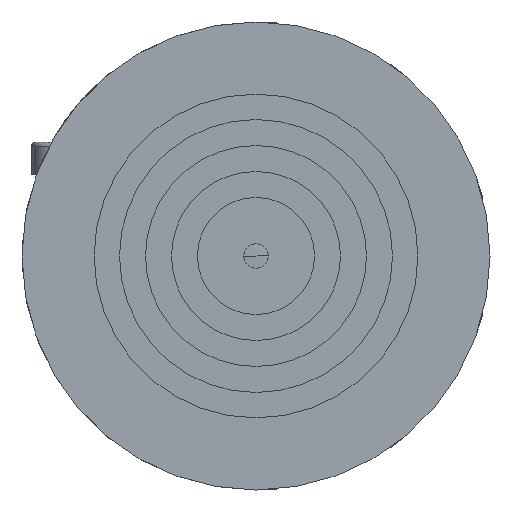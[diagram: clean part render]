
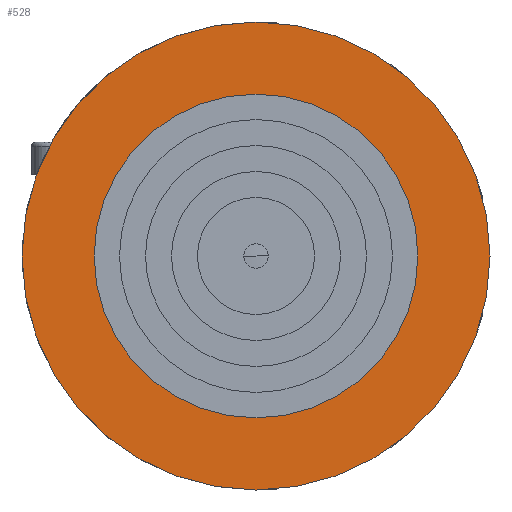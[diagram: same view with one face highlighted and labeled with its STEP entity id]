
A CAD part, left-side view. The second image highlights one B-rep face of the part: STEP entity #528.
In plain terms, the highlighted planar face has unit normal (-1, 0, 0).
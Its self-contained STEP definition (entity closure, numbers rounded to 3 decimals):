
#103 = CIRCLE ( 'NONE', #1778, 18. ) ;
#161 = EDGE_CURVE ( 'NONE', #2022, #2682, #103, .T. ) ;
#180 = CARTESIAN_POINT ( 'NONE',  ( 0., 0., 0. ) ) ;
#236 = CARTESIAN_POINT ( 'NONE',  ( 0., 0., 0. ) ) ;
#395 = VERTEX_POINT ( 'NONE', #2688 ) ;
#528 = ADVANCED_FACE ( 'NONE', ( #3410, #1753 ), #757, .F. ) ;
#554 = DIRECTION ( 'NONE',  ( 0., 0., 1. ) ) ;
#641 = ORIENTED_EDGE ( 'NONE', *, *, #1299, .T. ) ;
#757 = PLANE ( 'NONE',  #2415 ) ;
#783 = DIRECTION ( 'NONE',  ( 1., 0., 0. ) ) ;
#958 = VERTEX_POINT ( 'NONE', #1256 ) ;
#1173 = CIRCLE ( 'NONE', #3207, 12.45 ) ;
#1229 = CIRCLE ( 'NONE', #2661, 18. ) ;
#1256 = CARTESIAN_POINT ( 'NONE',  ( 0., 0., 12.45 ) ) ;
#1299 = EDGE_CURVE ( 'NONE', #2682, #2022, #1229, .T. ) ;
#1305 = DIRECTION ( 'NONE',  ( -1., 0., 0. ) ) ;
#1437 = EDGE_LOOP ( 'NONE', ( #2465, #1931 ) ) ;
#1443 = CARTESIAN_POINT ( 'NONE',  ( 0., 0., 0. ) ) ;
#1603 = EDGE_LOOP ( 'NONE', ( #2794, #641 ) ) ;
#1753 = FACE_OUTER_BOUND ( 'NONE', #1603, .T. ) ;
#1778 = AXIS2_PLACEMENT_3D ( 'NONE', #180, #2214, #2524 ) ;
#1810 = DIRECTION ( 'NONE',  ( 0., 0., 1. ) ) ;
#1931 = ORIENTED_EDGE ( 'NONE', *, *, #2066, .F. ) ;
#2022 = VERTEX_POINT ( 'NONE', #2551 ) ;
#2066 = EDGE_CURVE ( 'NONE', #395, #958, #1173, .T. ) ;
#2204 = EDGE_CURVE ( 'NONE', #958, #395, #2307, .T. ) ;
#2214 = DIRECTION ( 'NONE',  ( -1., 0., 0. ) ) ;
#2236 = DIRECTION ( 'NONE',  ( 0., 0., -1. ) ) ;
#2307 = CIRCLE ( 'NONE', #3338, 12.45 ) ;
#2415 = AXIS2_PLACEMENT_3D ( 'NONE', #4355, #783, #2236 ) ;
#2465 = ORIENTED_EDGE ( 'NONE', *, *, #2204, .F. ) ;
#2524 = DIRECTION ( 'NONE',  ( 0., 0., 1. ) ) ;
#2551 = CARTESIAN_POINT ( 'NONE',  ( 0., 0., 18. ) ) ;
#2574 = DIRECTION ( 'NONE',  ( -1., 0., 0. ) ) ;
#2661 = AXIS2_PLACEMENT_3D ( 'NONE', #1443, #3771, #1810 ) ;
#2682 = VERTEX_POINT ( 'NONE', #4273 ) ;
#2688 = CARTESIAN_POINT ( 'NONE',  ( 0., 0., -12.45 ) ) ;
#2794 = ORIENTED_EDGE ( 'NONE', *, *, #161, .T. ) ;
#3207 = AXIS2_PLACEMENT_3D ( 'NONE', #236, #2574, #554 ) ;
#3318 = CARTESIAN_POINT ( 'NONE',  ( 0., 0., 0. ) ) ;
#3338 = AXIS2_PLACEMENT_3D ( 'NONE', #3318, #1305, #3641 ) ;
#3410 = FACE_BOUND ( 'NONE', #1437, .T. ) ;
#3641 = DIRECTION ( 'NONE',  ( 0., 0., 1. ) ) ;
#3771 = DIRECTION ( 'NONE',  ( -1., 0., 0. ) ) ;
#4273 = CARTESIAN_POINT ( 'NONE',  ( 0., 0., -18. ) ) ;
#4355 = CARTESIAN_POINT ( 'NONE',  ( 0., 18., 0. ) ) ;
